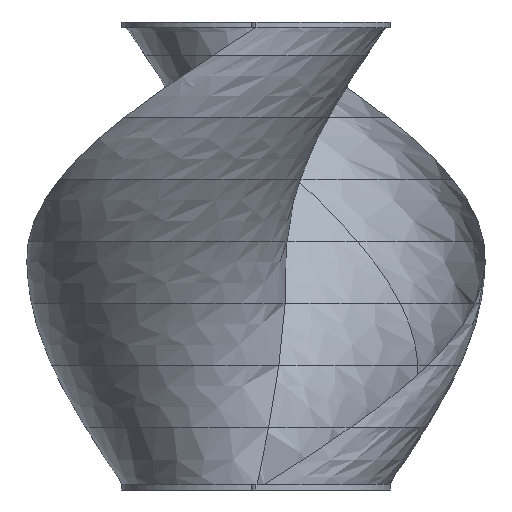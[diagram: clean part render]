
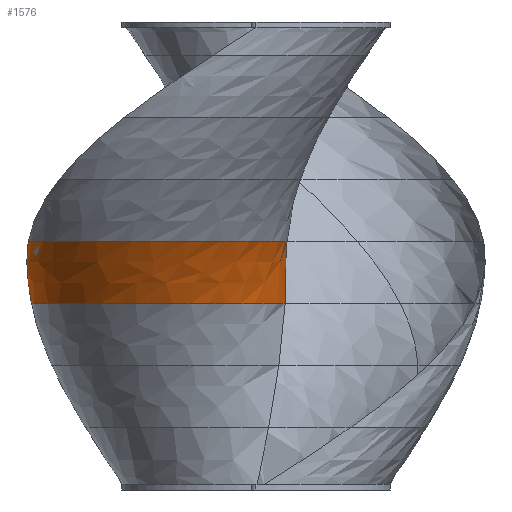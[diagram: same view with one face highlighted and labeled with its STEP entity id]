
A CAD part, left-side view. The second image highlights one B-rep face of the part: STEP entity #1576.
In plain terms, the highlighted free-form (B-spline) face has degree [3, 3] with [10, 4] control points.
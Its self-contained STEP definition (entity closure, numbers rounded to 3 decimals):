
#154=FACE_OUTER_BOUND('',#261,.T.);
#261=EDGE_LOOP('',(#1215,#1216,#1217,#1218));
#523=B_SPLINE_CURVE_WITH_KNOTS('',3,(#5112,#5113,#5114,#5115,#5116,#5117,
#5118,#5119,#5120,#5121),.UNSPECIFIED.,.F.,.F.,(4,1,1,1,1,1,1,4),(-3.142,
-2.693,-2.244,-1.795,-1.346,
-0.898,-0.449,0.),.UNSPECIFIED.);
#525=B_SPLINE_CURVE_WITH_KNOTS('',3,(#5167,#5168,#5169,#5170),
 .UNSPECIFIED.,.F.,.F.,(4,4),(1.267,1.689),
 .UNSPECIFIED.);
#526=B_SPLINE_CURVE_WITH_KNOTS('',3,(#5172,#5173,#5174,#5175,#5176,#5177,
#5178,#5179,#5180,#5181),.UNSPECIFIED.,.F.,.F.,(4,1,1,1,1,1,1,4),(-3.142,
-2.693,-2.244,-1.795,-1.346,
-0.898,-0.449,0.),.UNSPECIFIED.);
#527=B_SPLINE_CURVE_WITH_KNOTS('',3,(#5182,#5183,#5184,#5185),
 .UNSPECIFIED.,.F.,.F.,(4,4),(1.267,1.689),
 .UNSPECIFIED.);
#666=VERTEX_POINT('',#5106);
#667=VERTEX_POINT('',#5111);
#668=VERTEX_POINT('',#5166);
#669=VERTEX_POINT('',#5171);
#865=EDGE_CURVE('',#667,#666,#523,.T.);
#867=EDGE_CURVE('',#668,#666,#525,.T.);
#868=EDGE_CURVE('',#669,#668,#526,.T.);
#869=EDGE_CURVE('',#669,#667,#527,.T.);
#1215=ORIENTED_EDGE('',*,*,#865,.T.);
#1216=ORIENTED_EDGE('',*,*,#867,.F.);
#1217=ORIENTED_EDGE('',*,*,#868,.F.);
#1218=ORIENTED_EDGE('',*,*,#869,.T.);
#1488=B_SPLINE_SURFACE_WITH_KNOTS('',3,3,((#5126,#5127,#5128,#5129),(#5130,
#5131,#5132,#5133),(#5134,#5135,#5136,#5137),(#5138,#5139,#5140,#5141),
(#5142,#5143,#5144,#5145),(#5146,#5147,#5148,#5149),(#5150,#5151,#5152,
#5153),(#5154,#5155,#5156,#5157),(#5158,#5159,#5160,#5161),(#5162,#5163,
#5164,#5165)),.UNSPECIFIED.,.F.,.F.,.F.,(4,1,1,1,1,1,1,4),(4,4),(0.,0.449,
0.898,1.346,1.795,2.244,2.693,
3.142),(1.267,1.689),.UNSPECIFIED.);
#1576=ADVANCED_FACE('',(#154),#1488,.T.);
#5106=CARTESIAN_POINT('',(-11.656,98.513,107.497));
#5111=CARTESIAN_POINT('',(1.551,-13.109,107.497));
#5112=CARTESIAN_POINT('Ctrl Pts',(1.551,-13.109,107.497));
#5113=CARTESIAN_POINT('Ctrl Pts',(-6.798,-14.096,107.497));
#5114=CARTESIAN_POINT('Ctrl Pts',(-23.942,-12.264,107.497));
#5115=CARTESIAN_POINT('Ctrl Pts',(-45.921,1.376,107.497));
#5116=CARTESIAN_POINT('Ctrl Pts',(-59.804,23.2,107.497));
#5117=CARTESIAN_POINT('Ctrl Pts',(-62.845,48.888,107.497));
#5118=CARTESIAN_POINT('Ctrl Pts',(-54.436,73.35,107.497));
#5119=CARTESIAN_POINT('Ctrl Pts',(-36.249,91.743,107.497));
#5120=CARTESIAN_POINT('Ctrl Pts',(-20.005,97.525,107.497));
#5121=CARTESIAN_POINT('Ctrl Pts',(-11.656,98.513,107.497));
#5126=CARTESIAN_POINT('Ctrl Pts',(29.683,94.655,80.655));
#5127=CARTESIAN_POINT('Ctrl Pts',(16.379,98.827,89.601));
#5128=CARTESIAN_POINT('Ctrl Pts',(2.19,100.151,98.551));
#5129=CARTESIAN_POINT('Ctrl Pts',(-11.656,98.513,107.497));
#5130=CARTESIAN_POINT('Ctrl Pts',(21.661,97.171,80.655));
#5131=CARTESIAN_POINT('Ctrl Pts',(8.002,100.215,89.603));
#5132=CARTESIAN_POINT('Ctrl Pts',(-6.297,100.337,98.552));
#5133=CARTESIAN_POINT('Ctrl Pts',(-20.005,97.525,107.497));
#5134=CARTESIAN_POINT('Ctrl Pts',(4.473,98.543,80.655));
#5135=CARTESIAN_POINT('Ctrl Pts',(-9.377,99.172,89.593));
#5136=CARTESIAN_POINT('Ctrl Pts',(-23.355,96.838,98.567));
#5137=CARTESIAN_POINT('Ctrl Pts',(-36.249,91.743,107.497));
#5138=CARTESIAN_POINT('Ctrl Pts',(-19.649,89.204,80.655));
#5139=CARTESIAN_POINT('Ctrl Pts',(-32.187,86.442,89.544));
#5140=CARTESIAN_POINT('Ctrl Pts',(-44.127,81.001,98.623));
#5141=CARTESIAN_POINT('Ctrl Pts',(-54.436,73.35,107.497));
#5142=CARTESIAN_POINT('Ctrl Pts',(-37.332,70.326,80.655));
#5143=CARTESIAN_POINT('Ctrl Pts',(-47.216,65.08,89.47));
#5144=CARTESIAN_POINT('Ctrl Pts',(-55.974,57.721,98.7));
#5145=CARTESIAN_POINT('Ctrl Pts',(-62.845,48.888,107.497));
#5146=CARTESIAN_POINT('Ctrl Pts',(-45.071,45.644,80.655));
#5147=CARTESIAN_POINT('Ctrl Pts',(-51.487,39.309,89.386));
#5148=CARTESIAN_POINT('Ctrl Pts',(-56.543,31.606,98.784));
#5149=CARTESIAN_POINT('Ctrl Pts',(-59.804,23.2,107.497));
#5150=CARTESIAN_POINT('Ctrl Pts',(-41.336,20.049,80.655));
#5151=CARTESIAN_POINT('Ctrl Pts',(-44.154,14.24,89.308));
#5152=CARTESIAN_POINT('Ctrl Pts',(-45.728,7.83,98.858));
#5153=CARTESIAN_POINT('Ctrl Pts',(-45.921,1.376,107.497));
#5154=CARTESIAN_POINT('Ctrl Pts',(-26.864,-1.391,80.655));
#5155=CARTESIAN_POINT('Ctrl Pts',(-26.669,-5.167,89.253));
#5156=CARTESIAN_POINT('Ctrl Pts',(-25.665,-8.899,98.907));
#5157=CARTESIAN_POINT('Ctrl Pts',(-23.942,-12.264,107.497));
#5158=CARTESIAN_POINT('Ctrl Pts',(-11.972,-10.08,80.655));
#5159=CARTESIAN_POINT('Ctrl Pts',(-10.554,-11.762,89.238));
#5160=CARTESIAN_POINT('Ctrl Pts',(-8.781,-13.141,98.917));
#5161=CARTESIAN_POINT('Ctrl Pts',(-6.798,-14.096,107.497));
#5162=CARTESIAN_POINT('Ctrl Pts',(-3.95,-12.595,80.655));
#5163=CARTESIAN_POINT('Ctrl Pts',(-2.179,-13.15,89.236));
#5164=CARTESIAN_POINT('Ctrl Pts',(-0.291,-13.327,
98.916));
#5165=CARTESIAN_POINT('Ctrl Pts',(1.551,-13.109,107.497));
#5166=CARTESIAN_POINT('',(29.683,94.655,80.655));
#5167=CARTESIAN_POINT('Ctrl Pts',(29.683,94.655,80.655));
#5168=CARTESIAN_POINT('Ctrl Pts',(16.379,98.827,89.601));
#5169=CARTESIAN_POINT('Ctrl Pts',(2.19,100.151,98.551));
#5170=CARTESIAN_POINT('Ctrl Pts',(-11.656,98.513,107.497));
#5171=CARTESIAN_POINT('',(-3.95,-12.595,80.655));
#5172=CARTESIAN_POINT('Ctrl Pts',(-3.95,-12.595,80.655));
#5173=CARTESIAN_POINT('Ctrl Pts',(-11.972,-10.08,80.655));
#5174=CARTESIAN_POINT('Ctrl Pts',(-26.864,-1.391,80.655));
#5175=CARTESIAN_POINT('Ctrl Pts',(-41.336,20.049,80.655));
#5176=CARTESIAN_POINT('Ctrl Pts',(-45.071,45.644,80.655));
#5177=CARTESIAN_POINT('Ctrl Pts',(-37.332,70.326,80.655));
#5178=CARTESIAN_POINT('Ctrl Pts',(-19.649,89.204,80.655));
#5179=CARTESIAN_POINT('Ctrl Pts',(4.473,98.543,80.655));
#5180=CARTESIAN_POINT('Ctrl Pts',(21.661,97.171,80.655));
#5181=CARTESIAN_POINT('Ctrl Pts',(29.683,94.655,80.655));
#5182=CARTESIAN_POINT('Ctrl Pts',(-3.95,-12.595,80.655));
#5183=CARTESIAN_POINT('Ctrl Pts',(-2.179,-13.15,89.236));
#5184=CARTESIAN_POINT('Ctrl Pts',(-0.291,-13.327,
98.916));
#5185=CARTESIAN_POINT('Ctrl Pts',(1.551,-13.109,107.497));
